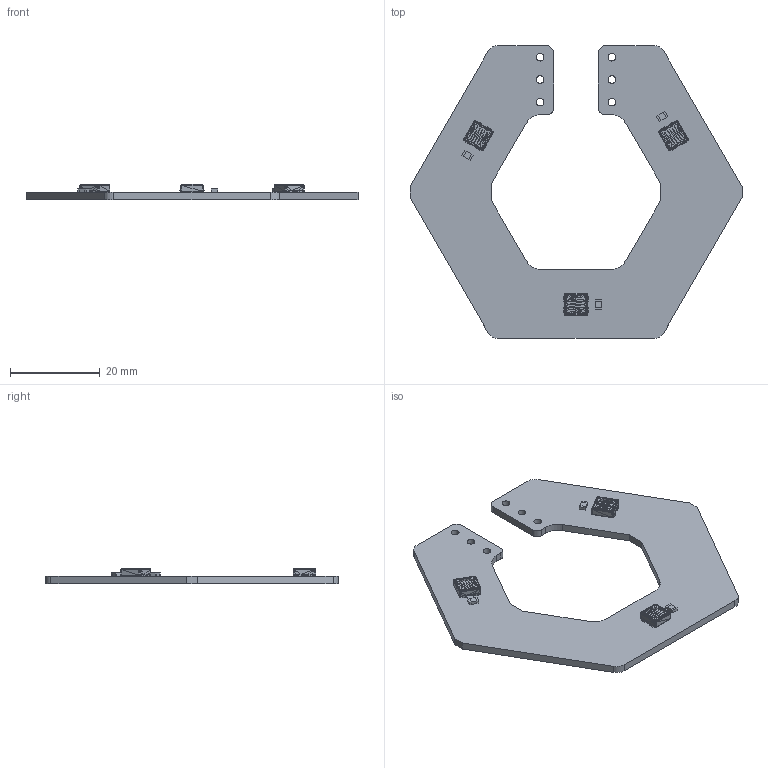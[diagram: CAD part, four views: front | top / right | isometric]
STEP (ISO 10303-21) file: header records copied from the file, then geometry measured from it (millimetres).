
FILE_DESCRIPTION(('Open CASCADE Model'),'2;1');
FILE_NAME('Open CASCADE Shape Model','2021-05-09T19:01:29',('Author'),( 'Open CASCADE'),'Open CASCADE STEP processor 6.8','Open CASCADE 6.8' ,'Unknown');
FILE_SCHEMA(('AUTOMOTIVE_DESIGN { 1 0 10303 214 1 1 1 1 }'));
Length unit declared in the file: millimetre
Products named in the file (21): PCB; Board; D3; ws2812b; D2; D1; C3; 649166864; Extruded; 678120944; C2; 678119536; 656257232; C1; 649167248; 649172368
Assembly tree (25 placements, depth 4):
  PCB
    Board
    D3
      ws2812b
    D2
      ws2812b
    D1
      ws2812b
    C3
      649166864  x2
        Extruded
      678120944
        Extruded
    C2
      678119536  x2
        Extruded
      656257232
        Extruded
    C1
      649167248  x2
        Extruded
      649172368
        Extruded
Bounding box: 73.83 x 65.15 x 3.34 mm (x, y, z)
Volume: 4088.7 mm3; surface area: 5896.6 mm2
Topology: 10 solids, 13 shells, 2146 faces, 3300 edges, 1180 vertices
Faces by surface type: plane 2128, cylinder 18
Full cylindrical faces by diameter (mm): 1.75 x6
Entity records: 16076 total; most frequent: DIRECTION 2820, CARTESIAN_POINT 2466, ORIENTED_EDGE 2424, EDGE_CURVE 1212, LINE 1176, VECTOR 1176, AXIS2_PLACEMENT_3D 822, FACE_BOUND 772
